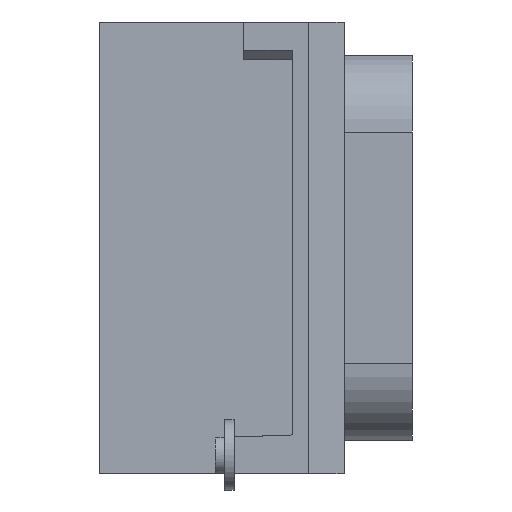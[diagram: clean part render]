
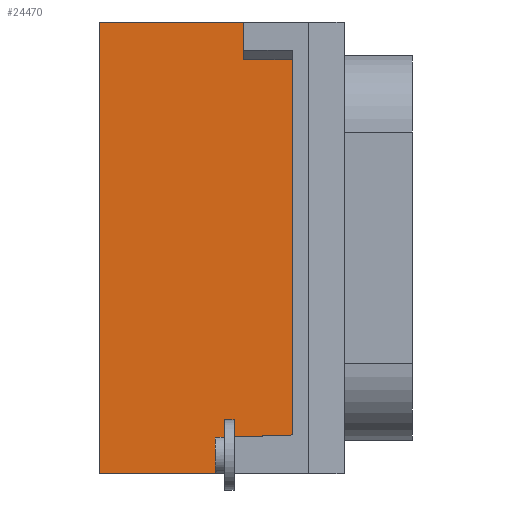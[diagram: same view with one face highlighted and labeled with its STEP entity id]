
A CAD part, left-side view. The second image highlights one B-rep face of the part: STEP entity #24470.
In plain terms, the highlighted face is planar.
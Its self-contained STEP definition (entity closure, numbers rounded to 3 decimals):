
#1490=CARTESIAN_POINT('',(-225.561,220.789,3.5)
);
#1500=DIRECTION('',(1.,0.,0.));
#1510=VECTOR('',#1500,1.);
#1520=LINE('',#1490,#1510);
#1530=CARTESIAN_POINT('',(-234.998,220.789,
3.5));
#1540=VERTEX_POINT('',#1530);
#1550=CARTESIAN_POINT('',(-215.235,220.789,
3.5));
#1560=VERTEX_POINT('',#1550);
#1570=EDGE_CURVE('',#1540,#1560,#1520,.T.);
#2230=CARTESIAN_POINT('',(-213.235,220.789,
0.7));
#2240=VERTEX_POINT('',#2230);
#2470=CARTESIAN_POINT('',(-215.235,220.789,
0.7));
#2480=VERTEX_POINT('',#2470);
#2510=CARTESIAN_POINT('',(-225.561,220.789,0.7
));
#2520=DIRECTION('',(-1.,0.,0.));
#2530=VECTOR('',#2520,1.);
#2540=LINE('',#2510,#2530);
#2550=EDGE_CURVE('',#2240,#2480,#2540,.T.);
#5360=CARTESIAN_POINT('',(-225.561,220.789,
-0.3));
#5370=DIRECTION('',(1.,0.,0.));
#5380=VECTOR('',#5370,1.);
#5390=LINE('',#5360,#5380);
#5400=CARTESIAN_POINT('',(-237.061,220.789,
-0.3));
#5410=VERTEX_POINT('',#5400);
#5420=CARTESIAN_POINT('',(-235.131,220.789,
-0.3));
#5430=VERTEX_POINT('',#5420);
#5440=EDGE_CURVE('',#5410,#5430,#5390,.T.);
#8730=CARTESIAN_POINT('',(-225.561,220.789,-6.895));
#8740=DIRECTION('',(1.,0.,0.));
#8750=VECTOR('',#8740,1.);
#8760=LINE('',#8730,#8750);
#8770=CARTESIAN_POINT('',(-237.061,220.789,-6.895))
;
#8780=VERTEX_POINT('',#8770);
#8790=CARTESIAN_POINT('',(-213.235,220.789,-6.895))
;
#8800=VERTEX_POINT('',#8790);
#8810=EDGE_CURVE('',#8780,#8800,#8760,.T.);
#19260=CARTESIAN_POINT('',(-215.235,220.789,6.616))
;
#19270=DIRECTION('',(0.,0.,1.));
#19280=VECTOR('',#19270,1.);
#19290=LINE('',#19260,#19280);
#19300=EDGE_CURVE('',#2480,#1560,#19290,.T.);
#21500=CARTESIAN_POINT('',(-234.889,220.789,6.616))
;
#21510=DIRECTION('',(0.035,0.,0.999));
#21520=VECTOR('',#21510,1.);
#21530=LINE('',#21500,#21520);
#21540=EDGE_CURVE('',#5430,#1540,#21530,.T.);
#22160=CARTESIAN_POINT('',(-213.235,220.789,6.616))
;
#22170=DIRECTION('',(0.,0.,-1.));
#22180=VECTOR('',#22170,1.);
#22190=LINE('',#22160,#22180);
#22200=EDGE_CURVE('',#2240,#8800,#22190,.T.);
#24270=CARTESIAN_POINT('',(-213.427,220.789,-6.9));
#24280=DIRECTION('',(0.,1.,-0.));
#24290=DIRECTION('',(-1.,0.,0.));
#24300=AXIS2_PLACEMENT_3D('',#24270,#24280,#24290);
#24310=PLANE('',#24300);
#24320=ORIENTED_EDGE('',*,*,#2550,.F.);
#24330=ORIENTED_EDGE('',*,*,#19300,.F.);
#24340=ORIENTED_EDGE('',*,*,#1570,.T.);
#24350=ORIENTED_EDGE('',*,*,#21540,.T.);
#24360=ORIENTED_EDGE('',*,*,#5440,.T.);
#24370=CARTESIAN_POINT('',(-237.061,220.789,6.616))
;
#24380=DIRECTION('',(0.,0.,-1.));
#24390=VECTOR('',#24380,1.);
#24400=LINE('',#24370,#24390);
#24410=EDGE_CURVE('',#5410,#8780,#24400,.T.);
#24420=ORIENTED_EDGE('',*,*,#24410,.F.);
#24430=ORIENTED_EDGE('',*,*,#8810,.F.);
#24440=ORIENTED_EDGE('',*,*,#22200,.T.);
#24450=EDGE_LOOP('',(#24440,#24430,#24420,#24360,#24350,#24340,#24330,
#24320));
#24460=FACE_OUTER_BOUND('',#24450,.T.);
#24470=ADVANCED_FACE('',(#24460),#24310,.T.);
